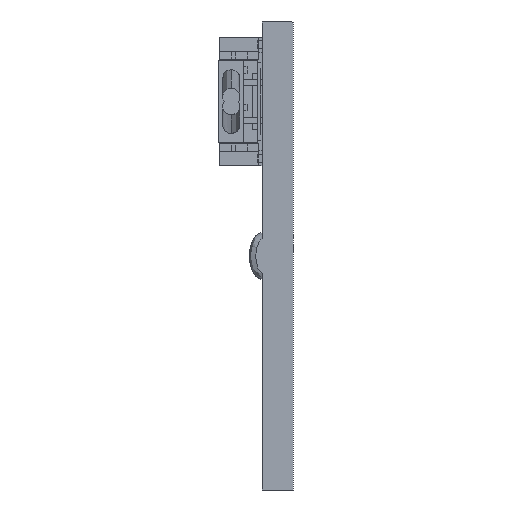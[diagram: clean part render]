
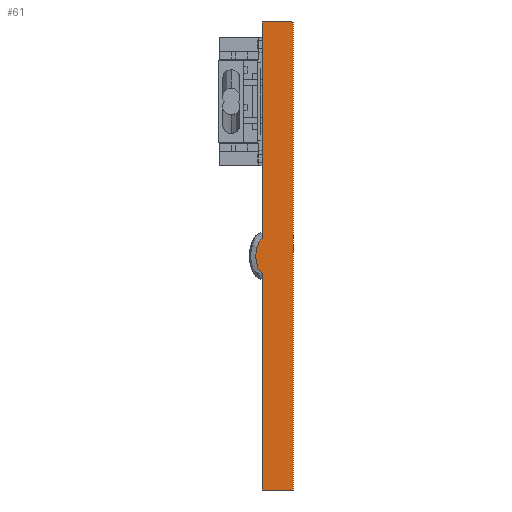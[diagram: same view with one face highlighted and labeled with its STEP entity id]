
A CAD part, left-side view. The second image highlights one B-rep face of the part: STEP entity #61.
In plain terms, the highlighted planar face has unit normal (1, 0, 0).
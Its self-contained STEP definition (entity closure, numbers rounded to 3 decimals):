
#25 = ORIENTED_EDGE ( 'NONE', *, *, #1524, .F. ) ;
#36 = DIRECTION ( 'NONE',  ( 0., 0., 1. ) ) ;
#61 = ADVANCED_FACE ( 'NONE', ( #2035 ), #5784, .F. ) ;
#68 = LINE ( 'NONE', #3825, #2867 ) ;
#280 = ORIENTED_EDGE ( 'NONE', *, *, #6217, .F. ) ;
#394 = VECTOR ( 'NONE', #5797, 1000. ) ;
#406 = CARTESIAN_POINT ( 'NONE',  ( -140., 0.2, 0.102 ) ) ;
#425 = CARTESIAN_POINT ( 'NONE',  ( -140., 0.008, -0.548 ) ) ;
#645 = CARTESIAN_POINT ( 'NONE',  ( -140., 0.003, 0.55 ) ) ;
#856 = DIRECTION ( 'NONE',  ( 0., 0., 1. ) ) ;
#907 = AXIS2_PLACEMENT_3D ( 'NONE', #6312, #3186, #36 ) ;
#921 = CARTESIAN_POINT ( 'NONE',  ( -140., 0.188, -0.202 ) ) ;
#945 = CARTESIAN_POINT ( 'NONE',  ( -140., 0.003, -0.55 ) ) ;
#961 = LINE ( 'NONE', #4006, #3770 ) ;
#1039 = EDGE_CURVE ( 'NONE', #3620, #5751, #961, .T. ) ;
#1153 = EDGE_LOOP ( 'NONE', ( #5582, #280, #3575, #25, #4992, #4105 ) ) ;
#1166 = CARTESIAN_POINT ( 'NONE',  ( -140., 0.008, 0.548 ) ) ;
#1415 = CARTESIAN_POINT ( 'NONE',  ( -140., 0.024, 0.54 ) ) ;
#1443 = CARTESIAN_POINT ( 'NONE',  ( -140., 0.128, -0.397 ) ) ;
#1468 = CARTESIAN_POINT ( 'NONE',  ( -140., 0., -0.55 ) ) ;
#1524 = EDGE_CURVE ( 'NONE', #5936, #6243, #4944, .T. ) ;
#1704 = CARTESIAN_POINT ( 'NONE',  ( -140., 0., -7.5 ) ) ;
#1790 = CARTESIAN_POINT ( 'NONE',  ( -140., -1., 7.5 ) ) ;
#1944 = CARTESIAN_POINT ( 'NONE',  ( -140., 0.044, 0.524 ) ) ;
#1972 = CARTESIAN_POINT ( 'NONE',  ( -140., 0.077, -0.485 ) ) ;
#2035 = FACE_OUTER_BOUND ( 'NONE', #1153, .T. ) ;
#2403 = CARTESIAN_POINT ( 'NONE',  ( -140., 0.015, 0.545 ) ) ;
#2469 = CARTESIAN_POINT ( 'NONE',  ( -140., 0.077, 0.485 ) ) ;
#2492 = CARTESIAN_POINT ( 'NONE',  ( -140., 0.044, -0.524 ) ) ;
#2669 = EDGE_CURVE ( 'NONE', #6243, #4284, #3769, .T. ) ;
#2867 = VECTOR ( 'NONE', #3299, 1000. ) ;
#2999 = VECTOR ( 'NONE', #4601, 1000. ) ;
#3013 = CARTESIAN_POINT ( 'NONE',  ( -140., 0.128, 0.397 ) ) ;
#3022 = EDGE_CURVE ( 'NONE', #5608, #5751, #4749, .T. ) ;
#3038 = CARTESIAN_POINT ( 'NONE',  ( -140., 0.024, -0.54 ) ) ;
#3172 = LINE ( 'NONE', #4062, #2999 ) ;
#3186 = DIRECTION ( 'NONE',  ( -1., 0., 0. ) ) ;
#3270 = CARTESIAN_POINT ( 'NONE',  ( -140., 0., 0.55 ) ) ;
#3299 = DIRECTION ( 'NONE',  ( 0., -1., 0. ) ) ;
#3438 = VECTOR ( 'NONE', #4293, 1000. ) ;
#3545 = CARTESIAN_POINT ( 'NONE',  ( -140., 0.188, 0.203 ) ) ;
#3567 = CARTESIAN_POINT ( 'NONE',  ( -140., 0.012, -0.547 ) ) ;
#3575 = ORIENTED_EDGE ( 'NONE', *, *, #2669, .F. ) ;
#3620 = VERTEX_POINT ( 'NONE', #5701 ) ;
#3769 = LINE ( 'NONE', #1704, #3438 ) ;
#3770 = VECTOR ( 'NONE', #856, 1000. ) ;
#3825 = CARTESIAN_POINT ( 'NONE',  ( -140., -1., -7.5 ) ) ;
#4006 = CARTESIAN_POINT ( 'NONE',  ( -140., -1., 7.5 ) ) ;
#4025 = EDGE_CURVE ( 'NONE', #5608, #5936, #3172, .T. ) ;
#4062 = CARTESIAN_POINT ( 'NONE',  ( -140., 0., -7.5 ) ) ;
#4071 = CARTESIAN_POINT ( 'NONE',  ( -140., 0.2, -0.102 ) ) ;
#4097 = CARTESIAN_POINT ( 'NONE',  ( -140., 0.006, -0.549 ) ) ;
#4105 = ORIENTED_EDGE ( 'NONE', *, *, #3022, .T. ) ;
#4284 = VERTEX_POINT ( 'NONE', #5827 ) ;
#4293 = DIRECTION ( 'NONE',  ( 0., 0., -1. ) ) ;
#4333 = CARTESIAN_POINT ( 'NONE',  ( -140., 0.006, 0.549 ) ) ;
#4601 = DIRECTION ( 'NONE',  ( 0., 0., -1. ) ) ;
#4611 = CARTESIAN_POINT ( 'NONE',  ( -140., 0.146, -0.349 ) ) ;
#4636 = CARTESIAN_POINT ( 'NONE',  ( -140., 0.002, -0.55 ) ) ;
#4749 = LINE ( 'NONE', #5291, #394 ) ;
#4860 = CARTESIAN_POINT ( 'NONE',  ( -140., 0.012, 0.546 ) ) ;
#4916 = CARTESIAN_POINT ( 'NONE',  ( -140., 0., -0.55 ) ) ;
#4944 = B_SPLINE_CURVE_WITH_KNOTS ( 'NONE', 3,
 ( #3270, #6396, #645, #4333, #1166, #4860, #2403, #1415, #5112, #1944, #5627, #2469, #6155, #3013, #6671, #3545, #406, #4071, #921, #4611, #1443, #5131, #1972, #5650, #2492, #6174, #3038, #6693, #3567, #425, #4097, #945, #4636, #1468 ),
 .UNSPECIFIED., .F., .F.,
 ( 4, 2, 2, 2, 2, 2, 2, 2, 2, 2, 2, 2, 2, 2, 2, 2, 4 ),
 ( 0., 0.004, 0.008, 0.016, 0.031, 0.063, 0.125, 0.25, 0.5, 0.75, 0.875, 0.938, 0.969, 0.984, 0.992, 0.996, 1. ),
 .UNSPECIFIED. ) ;
#4992 = ORIENTED_EDGE ( 'NONE', *, *, #4025, .F. ) ;
#5112 = CARTESIAN_POINT ( 'NONE',  ( -140., 0.029, 0.536 ) ) ;
#5131 = CARTESIAN_POINT ( 'NONE',  ( -140., 0.091, -0.464 ) ) ;
#5291 = CARTESIAN_POINT ( 'NONE',  ( -140., -1., 7.5 ) ) ;
#5582 = ORIENTED_EDGE ( 'NONE', *, *, #1039, .F. ) ;
#5608 = VERTEX_POINT ( 'NONE', #6290 ) ;
#5627 = CARTESIAN_POINT ( 'NONE',  ( -140., 0.053, 0.515 ) ) ;
#5650 = CARTESIAN_POINT ( 'NONE',  ( -140., 0.053, -0.515 ) ) ;
#5701 = CARTESIAN_POINT ( 'NONE',  ( -140., -1., -7.5 ) ) ;
#5751 = VERTEX_POINT ( 'NONE', #1790 ) ;
#5784 = PLANE ( 'NONE',  #907 ) ;
#5797 = DIRECTION ( 'NONE',  ( 0., -1., 0. ) ) ;
#5827 = CARTESIAN_POINT ( 'NONE',  ( -140., 0., -7.5 ) ) ;
#5936 = VERTEX_POINT ( 'NONE', #6102 ) ;
#6102 = CARTESIAN_POINT ( 'NONE',  ( -140., 0., 0.55 ) ) ;
#6155 = CARTESIAN_POINT ( 'NONE',  ( -140., 0.091, 0.464 ) ) ;
#6174 = CARTESIAN_POINT ( 'NONE',  ( -140., 0.029, -0.536 ) ) ;
#6217 = EDGE_CURVE ( 'NONE', #4284, #3620, #68, .T. ) ;
#6243 = VERTEX_POINT ( 'NONE', #4916 ) ;
#6290 = CARTESIAN_POINT ( 'NONE',  ( -140., 0., 7.5 ) ) ;
#6312 = CARTESIAN_POINT ( 'NONE',  ( -140., -1., -7.5 ) ) ;
#6396 = CARTESIAN_POINT ( 'NONE',  ( -140., 0.002, 0.55 ) ) ;
#6671 = CARTESIAN_POINT ( 'NONE',  ( -140., 0.146, 0.349 ) ) ;
#6693 = CARTESIAN_POINT ( 'NONE',  ( -140., 0.015, -0.545 ) ) ;
